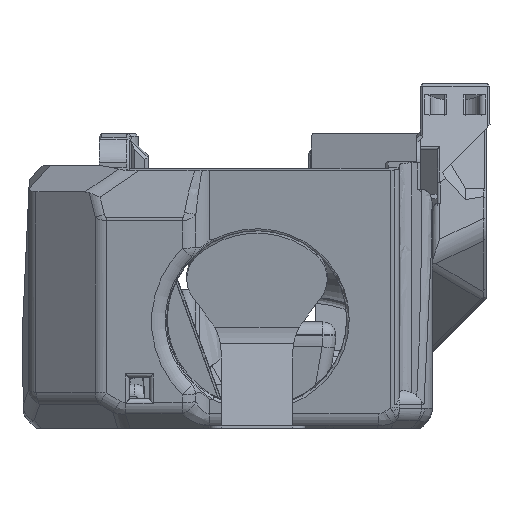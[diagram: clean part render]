
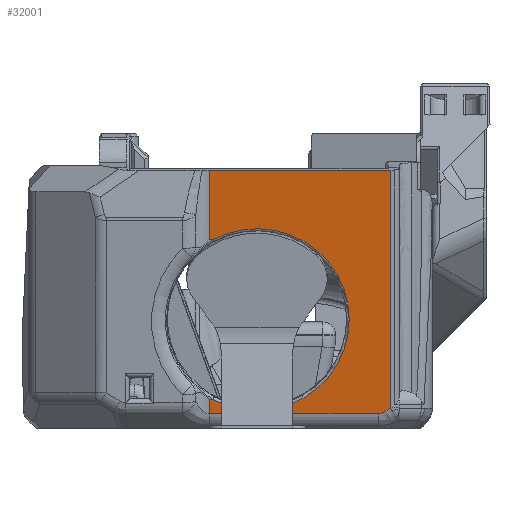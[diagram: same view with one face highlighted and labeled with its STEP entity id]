
A CAD part, left-side view. The second image highlights one B-rep face of the part: STEP entity #32001.
In plain terms, the highlighted planar face has unit normal (-0.985, 0, -0.174).
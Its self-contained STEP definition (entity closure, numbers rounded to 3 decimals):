
#834=B_SPLINE_CURVE_WITH_KNOTS('',3,(#52213,#52214,#52215,#52216),
 .UNSPECIFIED.,.F.,.F.,(4,4),(0.,0.382),.UNSPECIFIED.);
#843=B_SPLINE_CURVE_WITH_KNOTS('',3,(#52476,#52477,#52478,#52479),
 .UNSPECIFIED.,.F.,.F.,(4,4),(0.618,1.),.UNSPECIFIED.);
#1462=CIRCLE('',#34033,14.4);
#2633=ELLIPSE('',#34530,3.203,2.);
#6446=ORIENTED_EDGE('',*,*,#14629,.F.);
#6447=ORIENTED_EDGE('',*,*,#13854,.T.);
#6448=ORIENTED_EDGE('',*,*,#14746,.T.);
#6449=ORIENTED_EDGE('',*,*,#14747,.F.);
#6450=ORIENTED_EDGE('',*,*,#14748,.T.);
#6451=ORIENTED_EDGE('',*,*,#14749,.T.);
#6452=ORIENTED_EDGE('',*,*,#14750,.F.);
#6453=ORIENTED_EDGE('',*,*,#14751,.T.);
#6454=ORIENTED_EDGE('',*,*,#14429,.F.);
#6455=ORIENTED_EDGE('',*,*,#14439,.F.);
#13854=EDGE_CURVE('',#18393,#18392,#1462,.T.);
#14429=EDGE_CURVE('',#18777,#18778,#21577,.T.);
#14439=EDGE_CURVE('',#18784,#18777,#21581,.T.);
#14629=EDGE_CURVE('',#18393,#18784,#834,.F.);
#14746=EDGE_CURVE('',#18392,#19023,#843,.T.);
#14747=EDGE_CURVE('',#19024,#19023,#21774,.T.);
#14748=EDGE_CURVE('',#19024,#19025,#21775,.T.);
#14749=EDGE_CURVE('',#19025,#19026,#2633,.T.);
#14750=EDGE_CURVE('',#19027,#19026,#21776,.T.);
#14751=EDGE_CURVE('',#19027,#18778,#21777,.T.);
#18392=VERTEX_POINT('',#49246);
#18393=VERTEX_POINT('',#49248);
#18777=VERTEX_POINT('',#51692);
#18778=VERTEX_POINT('',#51694);
#18784=VERTEX_POINT('',#51724);
#19023=VERTEX_POINT('',#52480);
#19024=VERTEX_POINT('',#52482);
#19025=VERTEX_POINT('',#52484);
#19026=VERTEX_POINT('',#52486);
#19027=VERTEX_POINT('',#52488);
#21577=LINE('',#51693,#24444);
#21581=LINE('',#51725,#24448);
#21774=LINE('',#52481,#24641);
#21775=LINE('',#52483,#24642);
#21776=LINE('',#52487,#24643);
#21777=LINE('',#52489,#24644);
#24444=VECTOR('',#39159,1000.);
#24448=VECTOR('',#39175,1000.);
#24641=VECTOR('',#39656,1000.);
#24642=VECTOR('',#39657,1000.);
#24643=VECTOR('',#39660,1000.);
#24644=VECTOR('',#39661,1000.);
#27073=EDGE_LOOP('',(#6446,#6447,#6448,#6449,#6450,#6451,#6452,#6453,#6454,
#6455));
#29061=FACE_BOUND('',#27073,.T.);
#30679=PLANE('',#34529);
#32001=ADVANCED_FACE('',(#29061),#30679,.F.);
#34033=AXIS2_PLACEMENT_3D('',#49247,#38223,#38224);
#34529=AXIS2_PLACEMENT_3D('',#52475,#39654,#39655);
#34530=AXIS2_PLACEMENT_3D('',#52485,#39658,#39659);
#38223=DIRECTION('',(0.985,0.,0.174));
#38224=DIRECTION('',(0.174,0.,-0.985));
#39159=DIRECTION('',(0.,-1.,0.));
#39175=DIRECTION('',(-0.174,0.,0.985));
#39654=DIRECTION('',(0.985,0.,0.174));
#39655=DIRECTION('',(-0.174,0.,0.985));
#39656=DIRECTION('',(-0.174,0.,0.985));
#39657=DIRECTION('',(0.,-1.,0.));
#39658=DIRECTION('',(-0.985,0.,-0.174));
#39659=DIRECTION('',(-0.165,-0.304,0.938));
#39660=DIRECTION('',(0.097,0.829,-0.551));
#39661=DIRECTION('',(-0.174,0.,0.985));
#49246=CARTESIAN_POINT('',(-28.264,11.767,4.533));
#49247=CARTESIAN_POINT('',(-30.458,4.853,16.973));
#49248=CARTESIAN_POINT('',(-32.651,11.767,29.413));
#51692=CARTESIAN_POINT('',(-34.572,12.27,40.304));
#51693=CARTESIAN_POINT('',(-34.572,24.853,40.304));
#51694=CARTESIAN_POINT('',(-34.572,-16.002,40.304));
#51724=CARTESIAN_POINT('',(-32.66,12.27,29.463));
#51725=CARTESIAN_POINT('',(-31.185,12.27,21.099));
#52213=CARTESIAN_POINT('',(-32.66,12.27,29.463));
#52214=CARTESIAN_POINT('',(-32.657,12.102,29.442));
#52215=CARTESIAN_POINT('',(-32.654,11.935,29.425));
#52216=CARTESIAN_POINT('',(-32.651,11.767,29.413));
#52475=CARTESIAN_POINT('',(-31.185,24.853,21.099));
#52476=CARTESIAN_POINT('',(-28.264,11.767,4.533));
#52477=CARTESIAN_POINT('',(-28.262,11.935,4.52));
#52478=CARTESIAN_POINT('',(-28.259,12.102,4.503));
#52479=CARTESIAN_POINT('',(-28.255,12.27,4.482));
#52480=CARTESIAN_POINT('',(-28.255,12.27,4.482));
#52481=CARTESIAN_POINT('',(-31.185,12.27,21.099));
#52482=CARTESIAN_POINT('',(-27.864,12.27,2.262));
#52483=CARTESIAN_POINT('',(-27.864,-14.655,2.262));
#52484=CARTESIAN_POINT('',(-27.864,-14.07,2.262));
#52485=CARTESIAN_POINT('',(-28.404,-14.652,5.326));
#52486=CARTESIAN_POINT('',(-27.923,-15.07,2.597));
#52487=CARTESIAN_POINT('',(-27.821,-14.199,2.018));
#52488=CARTESIAN_POINT('',(-28.032,-16.002,3.216));
#52489=CARTESIAN_POINT('',(-7.663,-16.002,-112.301));
